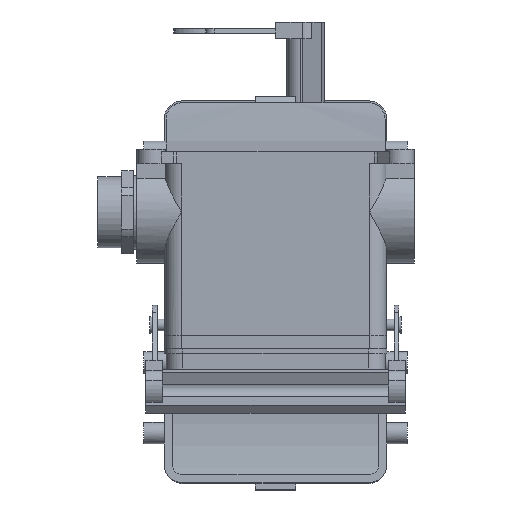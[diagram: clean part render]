
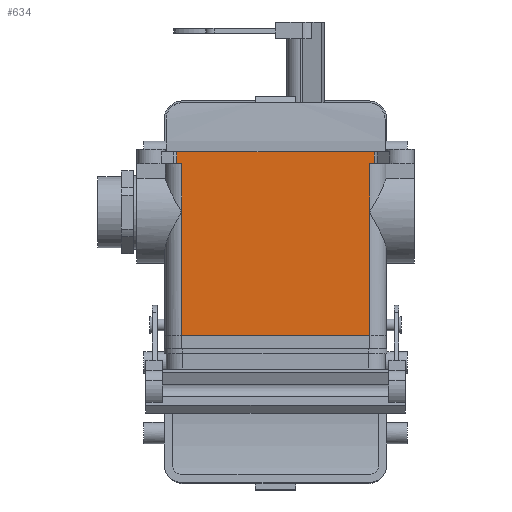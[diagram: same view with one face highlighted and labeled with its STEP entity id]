
A CAD part, top view. The second image highlights one B-rep face of the part: STEP entity #634.
In plain terms, the highlighted planar face has unit normal (0, 0, 1).
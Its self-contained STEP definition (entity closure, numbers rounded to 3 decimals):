
#634 = ADVANCED_FACE( '', ( #1382 ), #1383, .F. );
#1382 = FACE_OUTER_BOUND( '', #2254, .T. );
#1383 = PLANE( '', #2255 );
#2254 = EDGE_LOOP( '', ( #4074, #4075, #4076, #4077, #4078, #4079, #4080, #4081, #4082, #4083 ) );
#2255 = AXIS2_PLACEMENT_3D( '', #4084, #4085, #4086 );
#4074 = ORIENTED_EDGE( '', *, *, #5499, .T. );
#4075 = ORIENTED_EDGE( '', *, *, #5682, .T. );
#4076 = ORIENTED_EDGE( '', *, *, #5172, .F. );
#4077 = ORIENTED_EDGE( '', *, *, #5683, .T. );
#4078 = ORIENTED_EDGE( '', *, *, #5431, .T. );
#4079 = ORIENTED_EDGE( '', *, *, #5684, .F. );
#4080 = ORIENTED_EDGE( '', *, *, #5106, .F. );
#4081 = ORIENTED_EDGE( '', *, *, #5188, .F. );
#4082 = ORIENTED_EDGE( '', *, *, #5364, .F. );
#4083 = ORIENTED_EDGE( '', *, *, #5619, .T. );
#4084 = CARTESIAN_POINT( '', ( 42.515, -5., 21.5 ) );
#4085 = DIRECTION( '', ( 0., 0., -1. ) );
#4086 = DIRECTION( '', ( -1., 0., 0. ) );
#5106 = EDGE_CURVE( '', #6148, #6150, #6151, .T. );
#5172 = EDGE_CURVE( '', #6260, #6262, #6263, .T. );
#5188 = EDGE_CURVE( '', #6286, #6148, #6287, .T. );
#5364 = EDGE_CURVE( '', #6577, #6286, #6579, .T. );
#5431 = EDGE_CURVE( '', #6105, #6670, #6671, .T. );
#5499 = EDGE_CURVE( '', #6771, #6769, #6772, .T. );
#5619 = EDGE_CURVE( '', #6577, #6771, #6943, .T. );
#5682 = EDGE_CURVE( '', #6769, #6262, #7020, .F. );
#5683 = EDGE_CURVE( '', #6260, #6105, #7021, .T. );
#5684 = EDGE_CURVE( '', #6150, #6670, #7022, .T. );
#6105 = VERTEX_POINT( '', #7609 );
#6148 = VERTEX_POINT( '', #7710 );
#6150 = VERTEX_POINT( '', #7737 );
#6151 = LINE( '', #7738, #7739 );
#6260 = VERTEX_POINT( '', #7882 );
#6262 = VERTEX_POINT( '', #7884 );
#6263 = LINE( '', #7885, #7886 );
#6286 = VERTEX_POINT( '', #7912 );
#6287 = LINE( '', #7913, #7914 );
#6577 = VERTEX_POINT( '', #8433 );
#6579 = LINE( '', #8435, #8436 );
#6670 = VERTEX_POINT( '', #8563 );
#6671 = LINE( '', #8564, #8565 );
#6769 = VERTEX_POINT( '', #8709 );
#6771 = VERTEX_POINT( '', #8711 );
#6772 = LINE( '', #8712, #8713 );
#6943 = LINE( '', #8954, #8955 );
#7020 = LINE( '', #9108, #9109 );
#7021 = LINE( '', #9110, #9111 );
#7022 = LINE( '', #9112, #9113 );
#7609 = CARTESIAN_POINT( '', ( -39.65, -25.5, 21.5 ) );
#7710 = CARTESIAN_POINT( '', ( 39.65, -25.5, 21.5 ) );
#7737 = CARTESIAN_POINT( '', ( 39.65, -77.4, 21.5 ) );
#7738 = CARTESIAN_POINT( '', ( 39.65, 74.914, 21.5 ) );
#7739 = VECTOR( '', #9627, 1000. );
#7882 = CARTESIAN_POINT( '', ( -39.65, -5., 21.5 ) );
#7884 = CARTESIAN_POINT( '', ( -41.686, -5., 21.5 ) );
#7885 = CARTESIAN_POINT( '', ( 42.515, -5., 21.5 ) );
#7886 = VECTOR( '', #9710, 1000. );
#7912 = CARTESIAN_POINT( '', ( 39.65, -5., 21.5 ) );
#7913 = CARTESIAN_POINT( '', ( 39.65, 74.914, 21.5 ) );
#7914 = VECTOR( '', #9735, 1000. );
#8433 = CARTESIAN_POINT( '', ( 41.686, -5., 21.5 ) );
#8435 = CARTESIAN_POINT( '', ( 42.515, -5., 21.5 ) );
#8436 = VECTOR( '', #9963, 1000. );
#8563 = CARTESIAN_POINT( '', ( -39.65, -77.4, 21.5 ) );
#8564 = CARTESIAN_POINT( '', ( -39.65, 74.914, 21.5 ) );
#8565 = VECTOR( '', #10033, 1000. );
#8709 = CARTESIAN_POINT( '', ( -41.686, 0., 21.5 ) );
#8711 = CARTESIAN_POINT( '', ( 41.686, 0., 21.5 ) );
#8712 = CARTESIAN_POINT( '', ( 42.515, 0., 21.5 ) );
#8713 = VECTOR( '', #10126, 1000. );
#8954 = CARTESIAN_POINT( '', ( 41.686, 0., 21.5 ) );
#8955 = VECTOR( '', #10260, 1000. );
#9108 = CARTESIAN_POINT( '', ( -41.686, -5., 21.5 ) );
#9109 = VECTOR( '', #10317, 1000. );
#9110 = CARTESIAN_POINT( '', ( -39.65, 74.914, 21.5 ) );
#9111 = VECTOR( '', #10318, 1000. );
#9112 = CARTESIAN_POINT( '', ( -39.65, -77.4, 21.5 ) );
#9113 = VECTOR( '', #10319, 1000. );
#9627 = DIRECTION( '', ( 0., -1., 0. ) );
#9710 = DIRECTION( '', ( -1., 0., 0. ) );
#9735 = DIRECTION( '', ( 0., -1., 0. ) );
#9963 = DIRECTION( '', ( -1., 0., 0. ) );
#10033 = DIRECTION( '', ( 0., -1., 0. ) );
#10126 = DIRECTION( '', ( -1., 0., 0. ) );
#10260 = DIRECTION( '', ( 0., 1., 0. ) );
#10317 = DIRECTION( '', ( 0., 1., 0. ) );
#10318 = DIRECTION( '', ( 0., -1., 0. ) );
#10319 = DIRECTION( '', ( -1., 0., 0. ) );
